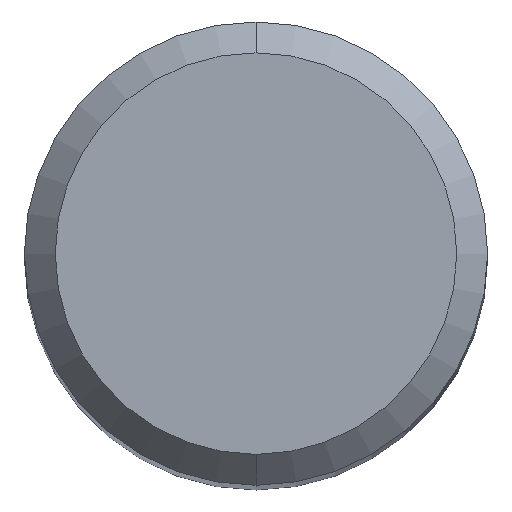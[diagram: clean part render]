
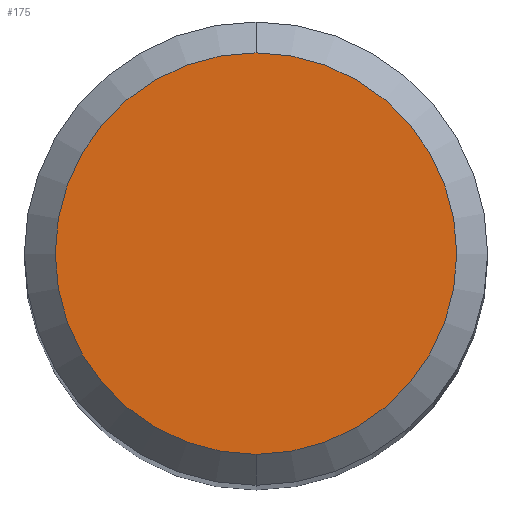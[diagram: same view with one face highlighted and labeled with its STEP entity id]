
A CAD part, top view. The second image highlights one B-rep face of the part: STEP entity #175.
In plain terms, the highlighted planar face has unit normal (0, 0, 1).
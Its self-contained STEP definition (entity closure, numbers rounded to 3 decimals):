
#169=EDGE_CURVE('',#221,#181,#327,.T.);
#175=ADVANCED_FACE('',(#333),#334,.T.);
#181=VERTEX_POINT('',#341);
#185=EDGE_CURVE('',#181,#221,#345,.T.);
#221=VERTEX_POINT('',#387);
#327=CIRCLE('',#513,2.6);
#333=FACE_OUTER_BOUND('',#522,.T.);
#334=PLANE('',#523);
#341=CARTESIAN_POINT('',(0.0,2.6,0.0));
#345=CIRCLE('',#537,2.6);
#387=CARTESIAN_POINT('',(0.,-2.6,0.0));
#513=AXIS2_PLACEMENT_3D('',#691,#692,#693);
#522=EDGE_LOOP('',(#699,#700));
#523=AXIS2_PLACEMENT_3D('',#701,#702,#703);
#537=AXIS2_PLACEMENT_3D('',#713,#714,#715);
#691=CARTESIAN_POINT('',(0.0,0.0,0.0));
#692=DIRECTION('',(0.0,0.0,-1.0));
#693=DIRECTION('',(0.0,1.0,0.0));
#699=ORIENTED_EDGE('',*,*,#185,.F.);
#700=ORIENTED_EDGE('',*,*,#169,.F.);
#701=CARTESIAN_POINT('',(0.0,1.3,0.0));
#702=DIRECTION('',(-0.0,0.0,1.0));
#703=DIRECTION('',(0.0,-1.0,0.0));
#713=CARTESIAN_POINT('',(0.0,0.0,0.0));
#714=DIRECTION('',(0.0,0.0,-1.0));
#715=DIRECTION('',(0.0,1.0,0.0));
